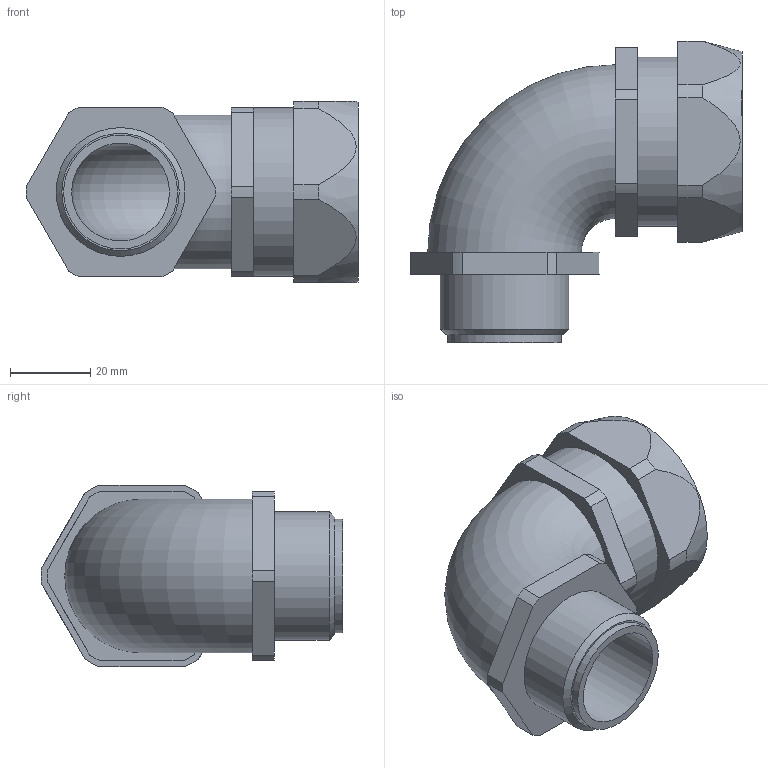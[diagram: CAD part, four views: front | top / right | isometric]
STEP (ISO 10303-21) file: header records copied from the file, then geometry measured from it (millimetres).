
FILE_DESCRIPTION( ( 'STEP AP203' ), '1' );
FILE_NAME( 'FLEXA EW 90-M 0607.000.032.stp', '2020-03-11T07:56:57', ( '' ), ( '' ), ' ', 'PARTsolutions', ' ' );
FILE_SCHEMA( ( 'CONFIG_CONTROL_DESIGN' ) );
Length unit declared in the file: millimetre
Products named in the file (1): _FLEXA EW 90-M 0607.000.032
Bounding box: 82.5 x 74.99 x 45 mm (x, y, z)
Volume: 75221.6 mm3; surface area: 23103.9 mm2
Topology: 1 solids, 1 shells, 62 faces, 151 edges, 98 vertices
Faces by surface type: plane 33, cylinder 25, cone 2, torus 2
Full cylindrical faces by diameter (mm): 24.3 x2, 26.3 x1, 28.3 x1, 32 x1, 33 x1, 42 x1
Entity records: 1982 total; most frequent: CARTESIAN_POINT 493, DIRECTION 316, ORIENTED_EDGE 274, EDGE_CURVE 137, AXIS2_PLACEMENT_3D 122, VERTEX_POINT 95, EDGE_LOOP 82, LINE 72
